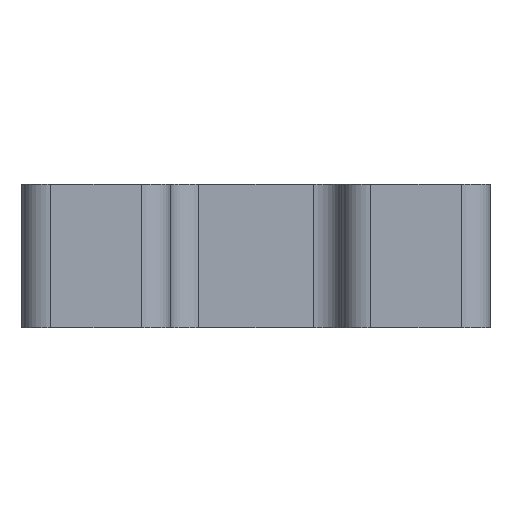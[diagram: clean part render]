
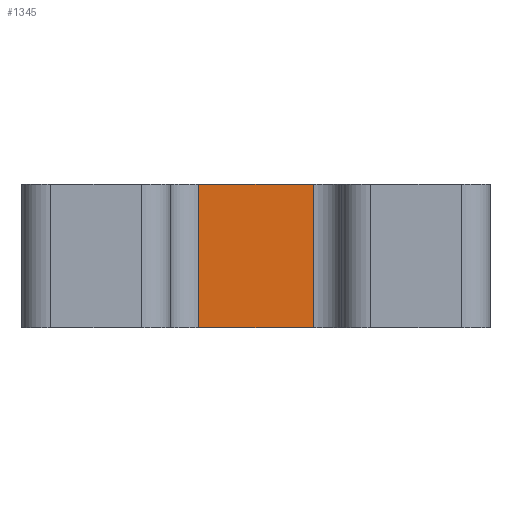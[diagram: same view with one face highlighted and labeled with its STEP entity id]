
A CAD part, front view. The second image highlights one B-rep face of the part: STEP entity #1345.
In plain terms, the highlighted planar face has unit normal (0, -1, 0).
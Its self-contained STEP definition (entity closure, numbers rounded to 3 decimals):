
#34=PLANE('',#1444);
#75=FACE_OUTER_BOUND('',#145,.T.);
#145=EDGE_LOOP('',(#937,#938,#939,#940));
#229=LINE('',#2041,#361);
#238=LINE('',#2068,#370);
#240=LINE('',#2073,#372);
#241=LINE('',#2074,#373);
#361=VECTOR('',#1617,10.);
#370=VECTOR('',#1640,10.);
#372=VECTOR('',#1646,10.);
#373=VECTOR('',#1647,10.);
#567=VERTEX_POINT('',#2034);
#570=VERTEX_POINT('',#2039);
#580=VERTEX_POINT('',#2065);
#581=VERTEX_POINT('',#2067);
#711=EDGE_CURVE('',#570,#567,#229,.T.);
#723=EDGE_CURVE('',#580,#581,#238,.T.);
#726=EDGE_CURVE('',#581,#570,#240,.T.);
#727=EDGE_CURVE('',#580,#567,#241,.T.);
#937=ORIENTED_EDGE('',*,*,#711,.F.);
#938=ORIENTED_EDGE('',*,*,#726,.F.);
#939=ORIENTED_EDGE('',*,*,#723,.F.);
#940=ORIENTED_EDGE('',*,*,#727,.T.);
#1345=ADVANCED_FACE('',(#75),#34,.T.);
#1444=AXIS2_PLACEMENT_3D('',#2072,#1644,#1645);
#1617=DIRECTION('',(0.,0.,1.));
#1640=DIRECTION('',(0.,0.,-1.));
#1644=DIRECTION('center_axis',(0.,-1.,0.));
#1645=DIRECTION('ref_axis',(-1.,0.,0.));
#1646=DIRECTION('',(-1.,0.,0.));
#1647=DIRECTION('',(-1.,0.,0.));
#2034=CARTESIAN_POINT('',(208.2,463.572,526.468));
#2039=CARTESIAN_POINT('',(208.2,463.572,511.468));
#2041=CARTESIAN_POINT('',(208.2,463.572,523.468));
#2065=CARTESIAN_POINT('',(220.2,463.572,526.468));
#2067=CARTESIAN_POINT('',(220.2,463.572,511.468));
#2068=CARTESIAN_POINT('',(220.2,463.572,523.468));
#2072=CARTESIAN_POINT('Origin',(223.2,463.572,523.468));
#2073=CARTESIAN_POINT('',(223.2,463.572,511.468));
#2074=CARTESIAN_POINT('',(218.7,463.572,526.468));
